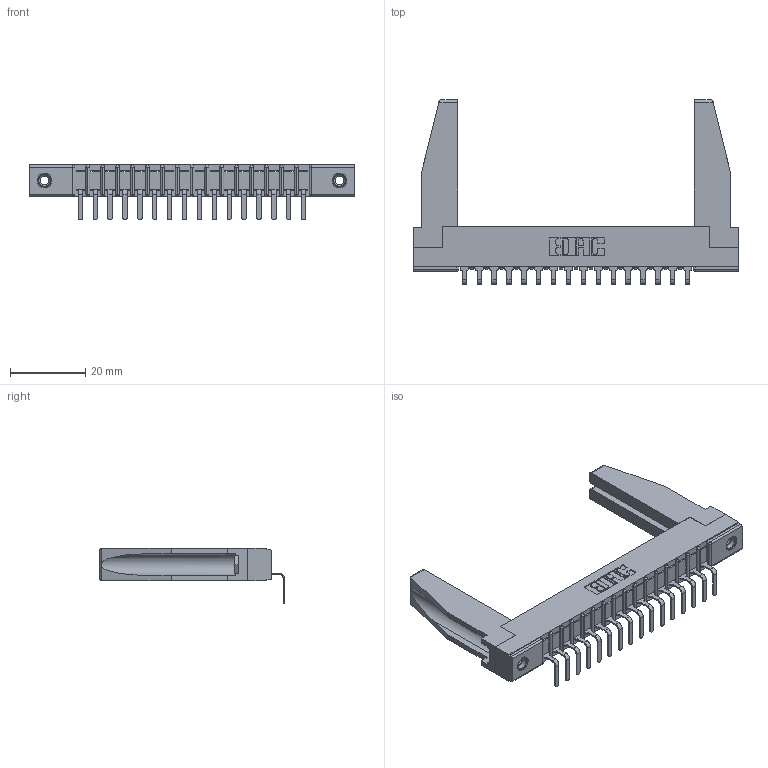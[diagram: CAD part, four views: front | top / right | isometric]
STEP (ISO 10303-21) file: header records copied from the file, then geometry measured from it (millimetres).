
FILE_DESCRIPTION (( 'STEP AP203' ), '1' );
FILE_NAME ('307-016-559-178.STEP', '2019-09-04T16:00:02', ( '' ), ( '' ), 'SwSTEP 2.0', 'SolidWorks 2016', '' );
FILE_SCHEMA (( 'CONFIG_CONTROL_DESIGN' ));
Length unit declared in the file: inch
Products named in the file (5): 307-220-078; 345-250-001_345-250-001-102; 307 Part_.156 Dia Mounting Holes; 307-290-001_558 559 - 1 (Single); 307-016-559-178
Assembly tree (21 placements, depth 2):
  307-016-559-178
    307 Part_.156 Dia Mounting Holes
    307-290-001_558 559 - 1 (Single)  x16
    307-220-078  x2
    345-250-001_345-250-001-102  x2
Bounding box: 86.41 x 49.16 x 14.81 mm (x, y, z)
Volume: 9483.5 mm3; surface area: 12225 mm2
Topology: 21 solids, 21 shells, 1225 faces, 3437 edges, 2214 vertices
Faces by surface type: plane 778, cylinder 397, sphere 34, cone 12, torus 4
Entity records: 19465 total; most frequent: CARTESIAN_POINT 3270, ORIENTED_EDGE 3212, DIRECTION 3152, EDGE_CURVE 1606, VECTOR 1224, LINE 1224, VERTEX_POINT 1040, AXIS2_PLACEMENT_3D 964
